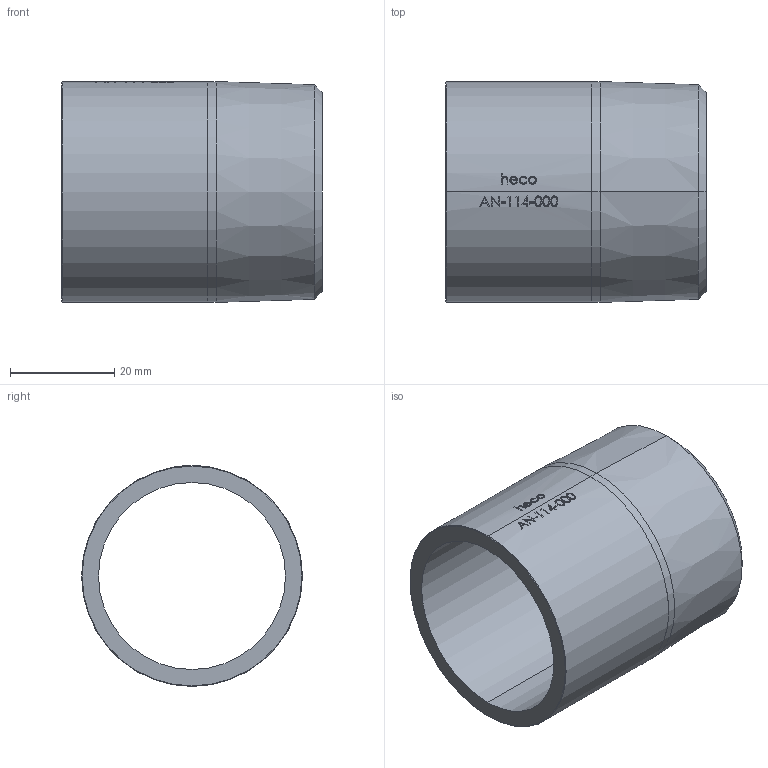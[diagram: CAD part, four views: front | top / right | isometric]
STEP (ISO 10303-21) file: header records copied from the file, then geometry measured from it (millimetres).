
FILE_DESCRIPTION (( 'STEP AP214' ), '1' );
FILE_NAME ('AN-114-000-x Anschweißnippel heco.STEP', '2018-05-18T08:29:18', ( '' ), ( '' ), 'SwSTEP 2.0', 'SolidWorks 2016', '' );
FILE_SCHEMA (( 'AUTOMOTIVE_DESIGN' ));
Length unit declared in the file: millimetre
Products named in the file (1): AN-114-000-x Anschweißnippel heco
Bounding box: 50 x 42.4 x 42.4 mm (x, y, z)
Volume: 18972.4 mm3; surface area: 12858.6 mm2
Topology: 1 solids, 1 shells, 165 faces, 417 edges, 276 vertices
Faces by surface type: bspline 77, plane 55, cylinder 27, cone 6
Entity records: 14606 total; most frequent: CARTESIAN_POINT 9639, ORIENTED_EDGE 834, EDGE_CURVE 417, DIRECTION 411, VERTEX_POINT 276, B_SPLINE_CURVE_WITH_KNOTS 246, EDGE_LOOP 189, ADVANCED_FACE 165
